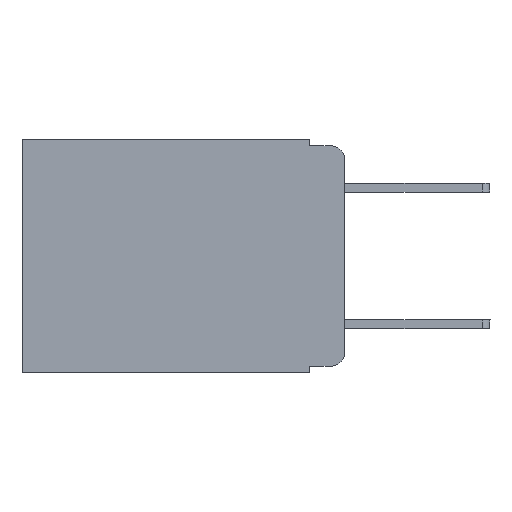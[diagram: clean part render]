
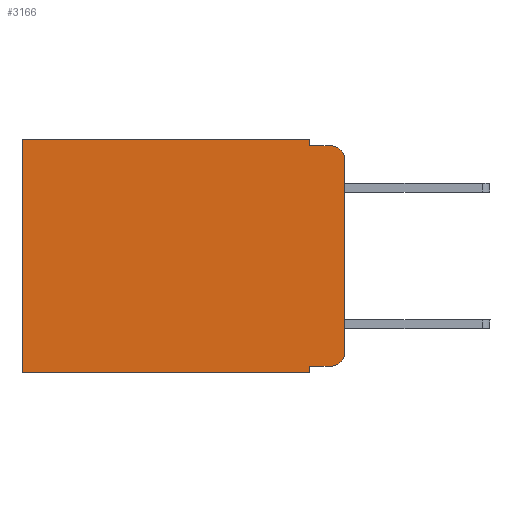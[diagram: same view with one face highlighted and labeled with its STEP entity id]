
A CAD part, left-side view. The second image highlights one B-rep face of the part: STEP entity #3166.
In plain terms, the highlighted planar face has unit normal (-1, 0, 0).
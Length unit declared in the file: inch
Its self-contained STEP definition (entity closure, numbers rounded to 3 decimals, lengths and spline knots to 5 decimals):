
#497 = VECTOR ( 'NONE', #3502, 39.37008 ) ;
#535 = AXIS2_PLACEMENT_3D ( 'NONE', #5664, #12782, #6686 ) ;
#570 = EDGE_CURVE ( 'NONE', #5660, #11169, #6769, .T. ) ;
#686 = AXIS2_PLACEMENT_3D ( 'NONE', #13266, #3067, #1114 ) ;
#811 = CARTESIAN_POINT ( 'NONE',  ( 0.298, 0., -0.313 ) ) ;
#888 = VECTOR ( 'NONE', #12616, 39.37008 ) ;
#1032 = CARTESIAN_POINT ( 'NONE',  ( 0.298, 0., 0. ) ) ;
#1114 = DIRECTION ( 'NONE',  ( 0., 0., -1. ) ) ;
#1568 = VERTEX_POINT ( 'NONE', #2076 ) ;
#1977 = CARTESIAN_POINT ( 'NONE',  ( 0.298, 0., 0. ) ) ;
#2076 = CARTESIAN_POINT ( 'NONE',  ( 0.298, 0.02, -0.01 ) ) ;
#2155 = CARTESIAN_POINT ( 'NONE',  ( 0.298, 0.051, 0. ) ) ;
#2242 = DIRECTION ( 'NONE',  ( 0., -1., 0. ) ) ;
#2343 = ORIENTED_EDGE ( 'NONE', *, *, #3817, .T. ) ;
#2416 = CARTESIAN_POINT ( 'NONE',  ( 0.298, 0.473, 0. ) ) ;
#2424 = CARTESIAN_POINT ( 'NONE',  ( 0.298, 0.051, 0. ) ) ;
#2468 = CARTESIAN_POINT ( 'NONE',  ( 0.298, 0.051, -0.01 ) ) ;
#2505 = VECTOR ( 'NONE', #3007, 39.37008 ) ;
#2737 = CARTESIAN_POINT ( 'NONE',  ( 0.298, 0.02, -0.333 ) ) ;
#2792 = ORIENTED_EDGE ( 'NONE', *, *, #10965, .T. ) ;
#2897 = PLANE ( 'NONE',  #8888 ) ;
#3007 = DIRECTION ( 'NONE',  ( 0., 1., 0. ) ) ;
#3067 = DIRECTION ( 'NONE',  ( -1., 0., 0. ) ) ;
#3166 = ADVANCED_FACE ( 'NONE', ( #3808 ), #2897, .F. ) ;
#3385 = LINE ( 'NONE', #9460, #10414 ) ;
#3502 = DIRECTION ( 'NONE',  ( 0., 0., -1. ) ) ;
#3526 = EDGE_CURVE ( 'NONE', #13191, #1568, #3642, .T. ) ;
#3642 = LINE ( 'NONE', #2468, #888 ) ;
#3745 = CARTESIAN_POINT ( 'NONE',  ( 0.298, 0.051, -0.333 ) ) ;
#3808 = FACE_OUTER_BOUND ( 'NONE', #7079, .T. ) ;
#3817 = EDGE_CURVE ( 'NONE', #5260, #4272, #11314, .T. ) ;
#4272 = VERTEX_POINT ( 'NONE', #4904 ) ;
#4748 = LINE ( 'NONE', #2155, #8246 ) ;
#4904 = CARTESIAN_POINT ( 'NONE',  ( 0.298, 0.473, 0. ) ) ;
#5260 = VERTEX_POINT ( 'NONE', #2424 ) ;
#5274 = EDGE_CURVE ( 'NONE', #8699, #11555, #7144, .T. ) ;
#5345 = VECTOR ( 'NONE', #10747, 39.37008 ) ;
#5356 = CIRCLE ( 'NONE', #686, 0.02 ) ;
#5410 = CARTESIAN_POINT ( 'NONE',  ( 0.298, 0.051, -0.333 ) ) ;
#5416 = CARTESIAN_POINT ( 'NONE',  ( 0.298, 0.473, -0.343 ) ) ;
#5660 = VERTEX_POINT ( 'NONE', #13242 ) ;
#5664 = CARTESIAN_POINT ( 'NONE',  ( 0.298, 0.02, -0.313 ) ) ;
#5901 = ORIENTED_EDGE ( 'NONE', *, *, #12887, .T. ) ;
#6256 = CARTESIAN_POINT ( 'NONE',  ( 0.298, 0.051, 0. ) ) ;
#6628 = VECTOR ( 'NONE', #10431, 39.37008 ) ;
#6686 = DIRECTION ( 'NONE',  ( 0., 0., -1. ) ) ;
#6769 = LINE ( 'NONE', #7767, #5345 ) ;
#7079 = EDGE_LOOP ( 'NONE', ( #8174, #8019, #11923, #8838, #2343, #2792, #7862, #12087, #12962, #5901 ) ) ;
#7144 = LINE ( 'NONE', #5410, #10272 ) ;
#7767 = CARTESIAN_POINT ( 'NONE',  ( 0.298, 0., 0. ) ) ;
#7805 = EDGE_CURVE ( 'NONE', #8699, #11628, #4748, .T. ) ;
#7862 = ORIENTED_EDGE ( 'NONE', *, *, #12858, .F. ) ;
#8019 = ORIENTED_EDGE ( 'NONE', *, *, #11207, .T. ) ;
#8174 = ORIENTED_EDGE ( 'NONE', *, *, #570, .F. ) ;
#8181 = CIRCLE ( 'NONE', #535, 0.02 ) ;
#8221 = DIRECTION ( 'NONE',  ( 0., 0., -1. ) ) ;
#8246 = VECTOR ( 'NONE', #9205, 39.37008 ) ;
#8544 = DIRECTION ( 'NONE',  ( 0., 1., 0. ) ) ;
#8699 = VERTEX_POINT ( 'NONE', #3745 ) ;
#8838 = ORIENTED_EDGE ( 'NONE', *, *, #8915, .F. ) ;
#8848 = LINE ( 'NONE', #6256, #6628 ) ;
#8888 = AXIS2_PLACEMENT_3D ( 'NONE', #1032, #11174, #8221 ) ;
#8915 = EDGE_CURVE ( 'NONE', #5260, #13191, #8848, .T. ) ;
#9205 = DIRECTION ( 'NONE',  ( 0., 0., -1. ) ) ;
#9458 = VERTEX_POINT ( 'NONE', #5416 ) ;
#9460 = CARTESIAN_POINT ( 'NONE',  ( 0.298, 0., -0.343 ) ) ;
#9491 = CARTESIAN_POINT ( 'NONE',  ( 0.298, 0.051, -0.01 ) ) ;
#10272 = VECTOR ( 'NONE', #2242, 39.37008 ) ;
#10414 = VECTOR ( 'NONE', #8544, 39.37008 ) ;
#10431 = DIRECTION ( 'NONE',  ( 0., 0., -1. ) ) ;
#10747 = DIRECTION ( 'NONE',  ( 0., 0., -1. ) ) ;
#10965 = EDGE_CURVE ( 'NONE', #4272, #9458, #12518, .T. ) ;
#11169 = VERTEX_POINT ( 'NONE', #811 ) ;
#11174 = DIRECTION ( 'NONE',  ( 1., 0., 0. ) ) ;
#11207 = EDGE_CURVE ( 'NONE', #5660, #1568, #5356, .T. ) ;
#11314 = LINE ( 'NONE', #1977, #2505 ) ;
#11555 = VERTEX_POINT ( 'NONE', #2737 ) ;
#11628 = VERTEX_POINT ( 'NONE', #12062 ) ;
#11923 = ORIENTED_EDGE ( 'NONE', *, *, #3526, .F. ) ;
#12062 = CARTESIAN_POINT ( 'NONE',  ( 0.298, 0.051, -0.343 ) ) ;
#12087 = ORIENTED_EDGE ( 'NONE', *, *, #7805, .F. ) ;
#12518 = LINE ( 'NONE', #2416, #497 ) ;
#12616 = DIRECTION ( 'NONE',  ( 0., -1., 0. ) ) ;
#12782 = DIRECTION ( 'NONE',  ( -1., 0., 0. ) ) ;
#12858 = EDGE_CURVE ( 'NONE', #11628, #9458, #3385, .T. ) ;
#12887 = EDGE_CURVE ( 'NONE', #11555, #11169, #8181, .T. ) ;
#12962 = ORIENTED_EDGE ( 'NONE', *, *, #5274, .T. ) ;
#13191 = VERTEX_POINT ( 'NONE', #9491 ) ;
#13242 = CARTESIAN_POINT ( 'NONE',  ( 0.298, 0., -0.03 ) ) ;
#13266 = CARTESIAN_POINT ( 'NONE',  ( 0.298, 0.02, -0.03 ) ) ;
